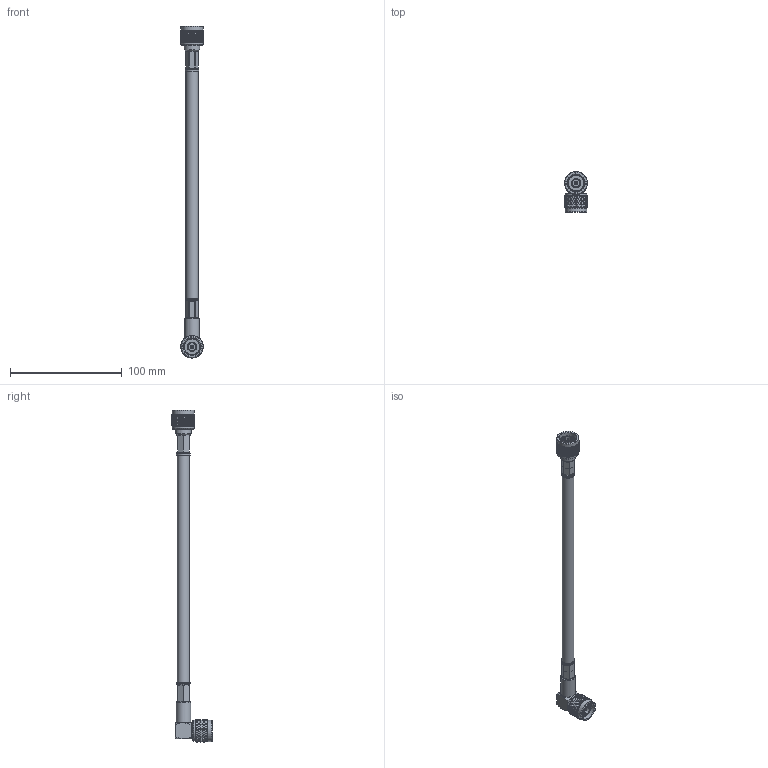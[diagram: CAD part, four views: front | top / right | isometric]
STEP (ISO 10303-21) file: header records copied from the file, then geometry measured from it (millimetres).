
FILE_DESCRIPTION (( 'STEP AP203' ), '1' );
FILE_NAME ('PE3071LF_3D.step', '2021-11-08T20:24:52', ( '' ), ( '' ), 'SwSTEP 2.0', 'SolidWorks 2021', '' );
FILE_SCHEMA (( 'CONFIG_CONTROL_DESIGN' ));
Length unit declared in the file: inch
Products named in the file (4): PE4483^PE3071LF_Crimped; PE4048^PE3071LF_Crimped; PE3071LF_3D; RG214U^PE3071LF_RG214
Assembly tree (3 placements, depth 2):
  PE3071LF_3D
    RG214U^PE3071LF_RG214
    PE4048^PE3071LF_Crimped
    PE4483^PE3071LF_Crimped
Bounding box: 20.32 x 35.78 x 296.55 mm (x, y, z)
Volume: 33138.2 mm3; surface area: 18426.2 mm2
Topology: 5 solids, 5 shells, 4309 faces, 9250 edges, 4967 vertices
Faces by surface type: bspline 3291, cylinder 885, plane 98, cone 34, torus 1
Full cylindrical faces by diameter (mm): 1.524 x2, 2.794 x2, 6.985 x2, 7.493 x1, 7.5 x1, 8.255 x2, 9.5 x2, 10.795 x1, 11.234 x2, 11.43 x1, 12.25 x2, 12.268 x1, 13 x1, 13.792 x1, 15.875 x10, 19.126 x2, 19.715 x2
Entity records: 171117 total; most frequent: CARTESIAN_POINT 115043, ORIENTED_EDGE 18308, EDGE_CURVE 9154, VERTEX_POINT 4930, EDGE_LOOP 4368, FACE_OUTER_BOUND 4332, ADVANCED_FACE 4299, B_SPLINE_CURVE_WITH_KNOTS 3995
